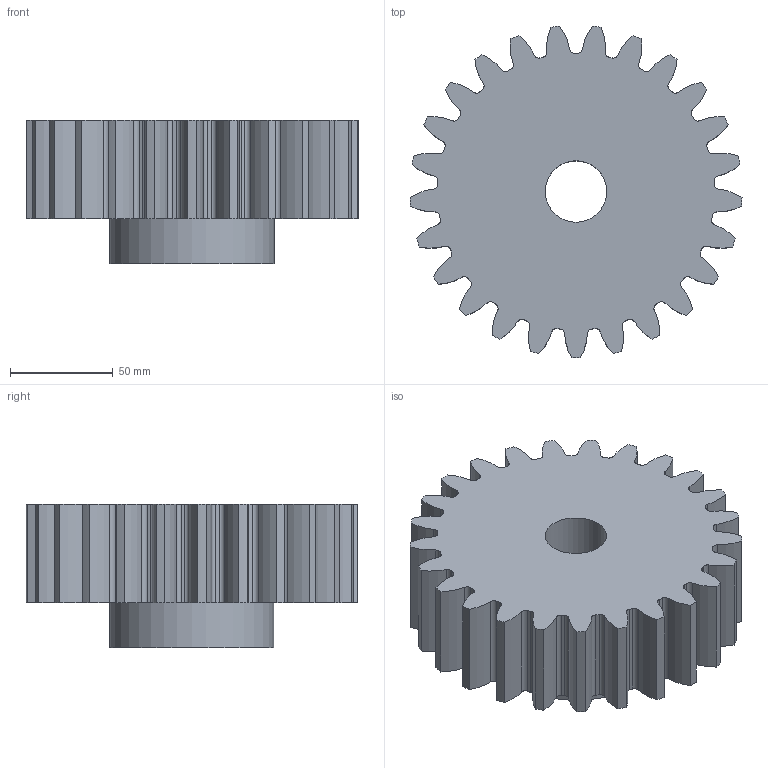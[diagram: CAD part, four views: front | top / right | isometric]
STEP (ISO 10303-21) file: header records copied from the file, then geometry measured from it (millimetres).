
FILE_DESCRIPTION (( 'STEP AP214' ), '1' );
FILE_NAME ('111-060-425.STEP', '2015-07-13T11:12:10', ( 'User' ), ( 'Hewlett-Packard Company' ), 'SwSTEP 2.0', 'SolidWorks 2012', '' );
FILE_SCHEMA (( 'AUTOMOTIVE_DESIGN' ));
Length unit declared in the file: millimetre
Products named in the file (1): 111-060-425
Bounding box: 161.89 x 161.6 x 70 mm (x, y, z)
Volume: 898161.5 mm3; surface area: 90204.5 mm2
Topology: 1 solids, 1 shells, 155 faces, 456 edges, 304 vertices
Faces by surface type: cylinder 152, plane 3
Full cylindrical faces by diameter (mm): 30 x1, 80 x1
Entity records: 7076 total; most frequent: DIRECTION 1070, CARTESIAN_POINT 914, ORIENTED_EDGE 908, AXIS2_PLACEMENT_3D 460, EDGE_CURVE 454, CIRCLE 304, VERTEX_POINT 304, EDGE_LOOP 160
